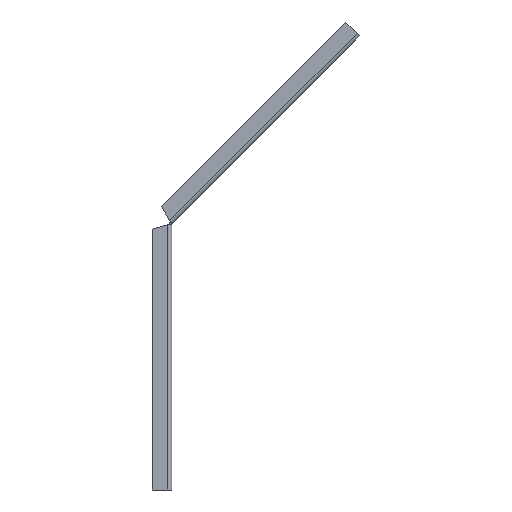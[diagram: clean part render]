
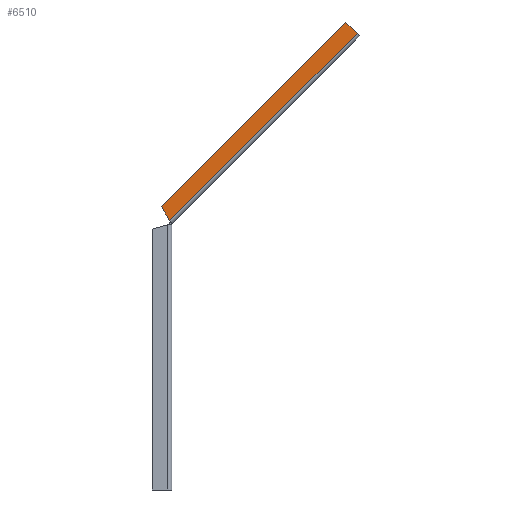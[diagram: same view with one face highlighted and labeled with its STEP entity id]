
A CAD part, front view. The second image highlights one B-rep face of the part: STEP entity #6510.
In plain terms, the highlighted planar face has unit normal (0, -1, 0).
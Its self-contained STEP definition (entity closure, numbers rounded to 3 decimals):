
#1598=DIRECTION('',(-0.707,0.,-0.707));
#1599=VECTOR('',#1598,264.9);
#1600=CARTESIAN_POINT('',(176.777,-2.5,465.682));
#1601=LINE('',#1600,#1599);
#1606=DIRECTION('',(-0.707,0.,0.707));
#1607=VECTOR('',#1606,16.);
#1608=CARTESIAN_POINT('',(188.09,-2.5,454.369));
#1609=LINE('',#1608,#1607);
#1610=DIRECTION('',(0.707,0.,0.707));
#1611=VECTOR('',#1610,269.15);
#1612=CARTESIAN_POINT('',(-2.227,-2.5,264.051));
#1613=LINE('',#1612,#1611);
#1614=DIRECTION('',(0.707,0.,-0.707));
#1615=VECTOR('',#1614,0.073);
#1616=CARTESIAN_POINT('',(-2.279,-2.5,264.102));
#1617=LINE('',#1616,#1615);
#1618=CARTESIAN_POINT('',(-1.925,-2.5,264.456));
#1619=DIRECTION('',(0.,-1.,0.));
#1620=DIRECTION('',(-0.866,0.,-0.5));
#1621=AXIS2_PLACEMENT_3D('',#1618,#1619,#1620);
#1623=DIRECTION('',(0.5,0.,-0.866));
#1624=VECTOR('',#1623,16.355);
#1625=CARTESIAN_POINT('',(-10.536,-2.5,278.37));
#1626=LINE('',#1625,#1624);
#4044=CARTESIAN_POINT('',(188.09,-2.5,454.369));
#4045=VERTEX_POINT('',#4044);
#4046=CARTESIAN_POINT('',(176.777,-2.5,465.682));
#4047=VERTEX_POINT('',#4046);
#5183=CARTESIAN_POINT('',(-2.227,-2.5,264.051));
#5185=VERTEX_POINT('',#5183);
#5186=CARTESIAN_POINT('',(-2.358,-2.5,264.206));
#5187=CARTESIAN_POINT('',(-2.279,-2.5,264.102));
#5188=VERTEX_POINT('',#5186);
#5189=VERTEX_POINT('',#5187);
#5190=CARTESIAN_POINT('',(-10.536,-2.5,278.37));
#5191=VERTEX_POINT('',#5190);
#6495=CARTESIAN_POINT('',(-2.389,-2.5,263.889));
#6496=DIRECTION('',(0.,-1.,0.));
#6497=DIRECTION('',(-1.,0.,0.));
#6498=AXIS2_PLACEMENT_3D('',#6495,#6496,#6497);
#6499=PLANE('',#6498);
#6500=ORIENTED_EDGE('',*,*,#6485,.F.);
#6502=ORIENTED_EDGE('',*,*,#6501,.F.);
#6503=ORIENTED_EDGE('',*,*,#6420,.F.);
#6504=ORIENTED_EDGE('',*,*,#6436,.F.);
#6505=ORIENTED_EDGE('',*,*,#6457,.F.);
#6507=ORIENTED_EDGE('',*,*,#6506,.F.);
#6508=EDGE_LOOP('',(#6500,#6502,#6503,#6504,#6505,#6507));
#6509=FACE_OUTER_BOUND('',#6508,.F.);
#6510=ADVANCED_FACE('',(#6509),#6499,.T.);
#1622=CIRCLE('',#1621,0.5);
#6420=EDGE_CURVE('',#5185,#4045,#1613,.T.);
#6436=EDGE_CURVE('',#5189,#5185,#1617,.T.);
#6457=EDGE_CURVE('',#5188,#5189,#1622,.T.);
#6485=EDGE_CURVE('',#4047,#5191,#1601,.T.);
#6501=EDGE_CURVE('',#4045,#4047,#1609,.T.);
#6506=EDGE_CURVE('',#5191,#5188,#1626,.T.);
